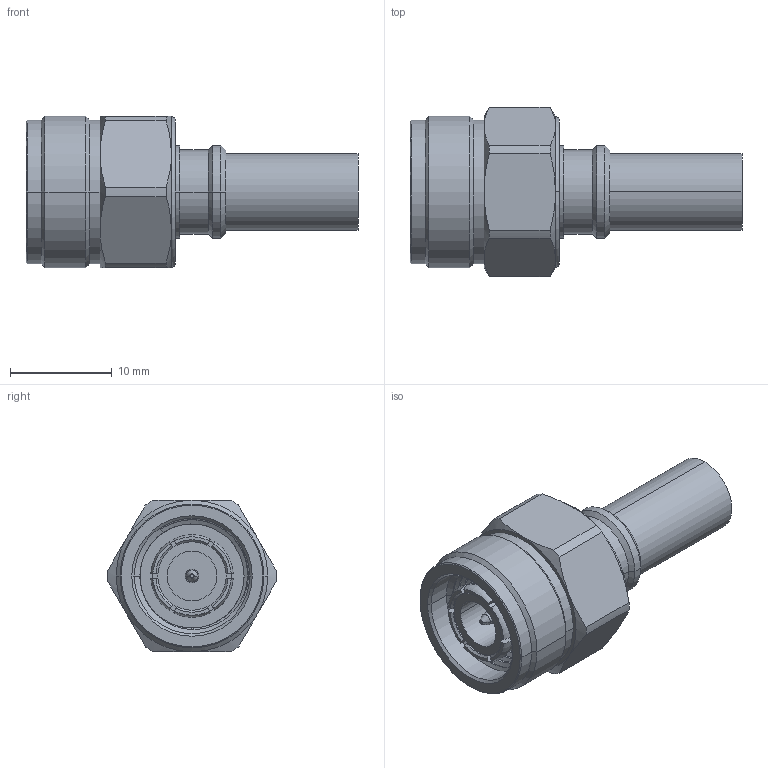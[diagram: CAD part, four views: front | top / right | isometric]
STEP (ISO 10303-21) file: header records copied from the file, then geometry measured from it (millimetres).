
FILE_DESCRIPTION((''),'2;1');
FILE_NAME('31-6825_SW0001','2018-05-23T',('Anandh'),(''),'CREO PARAMETRIC BY PTC INC, 2017020','CREO PARAMETRIC BY PTC INC, 2017020','');
FILE_SCHEMA(('CONFIG_CONTROL_DESIGN'));
Length unit declared in the file: inch
Products named in the file (1): 31-6825_SW0001
Bounding box: 32.55 x 16.65 x 14.85 mm (x, y, z)
Volume: 2560.9 mm3; surface area: 2864.7 mm2
Topology: 1 solids, 1 shells, 181 faces, 426 edges, 266 vertices
Faces by surface type: cylinder 72, plane 51, cone 44, torus 8, bspline 6
Entity records: 8554 total; most frequent: CARTESIAN_POINT 4373, DIRECTION 882, ORIENTED_EDGE 852, EDGE_CURVE 426, AXIS2_PLACEMENT_3D 363, VERTEX_POINT 266, EDGE_LOOP 200, CIRCLE 188
